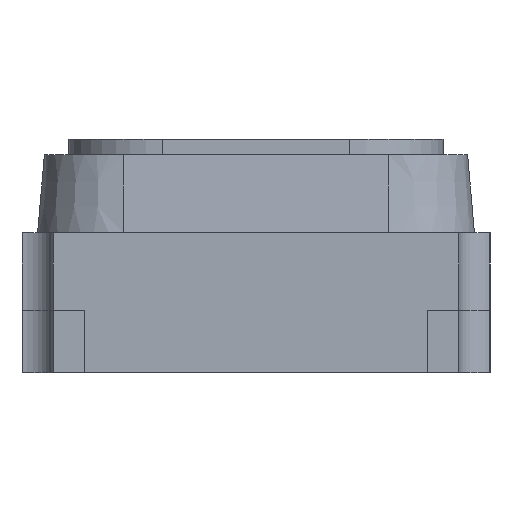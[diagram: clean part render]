
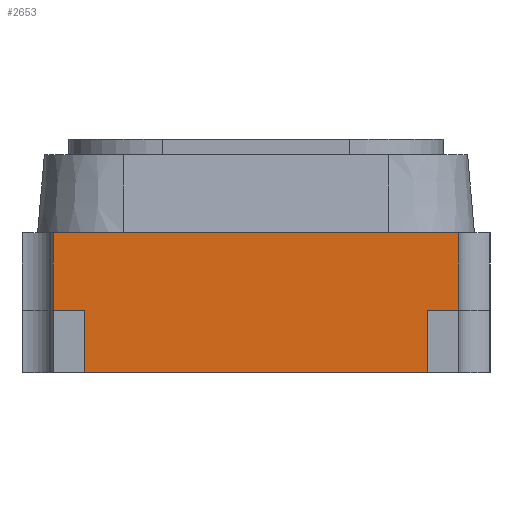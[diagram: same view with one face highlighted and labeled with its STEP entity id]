
A CAD part, left-side view. The second image highlights one B-rep face of the part: STEP entity #2653.
In plain terms, the highlighted planar face has unit normal (-1, 0, 0).
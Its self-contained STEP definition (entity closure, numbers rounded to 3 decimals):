
#320=ORIENTED_EDGE('',*,*,#1127,.F.);
#321=ORIENTED_EDGE('',*,*,#1128,.T.);
#322=ORIENTED_EDGE('',*,*,#1118,.T.);
#323=ORIENTED_EDGE('',*,*,#1129,.F.);
#324=ORIENTED_EDGE('',*,*,#1130,.F.);
#325=ORIENTED_EDGE('',*,*,#1121,.F.);
#326=ORIENTED_EDGE('',*,*,#1131,.F.);
#327=ORIENTED_EDGE('',*,*,#1125,.T.);
#1118=EDGE_CURVE('',#1521,#1519,#1790,.T.);
#1121=EDGE_CURVE('',#1523,#1524,#1792,.T.);
#1125=EDGE_CURVE('',#1526,#1525,#1793,.T.);
#1127=EDGE_CURVE('',#1527,#1525,#1794,.T.);
#1128=EDGE_CURVE('',#1527,#1521,#1795,.T.);
#1129=EDGE_CURVE('',#1528,#1519,#1796,.T.);
#1130=EDGE_CURVE('',#1524,#1528,#1797,.T.);
#1131=EDGE_CURVE('',#1526,#1523,#1798,.T.);
#1519=VERTEX_POINT('',#4382);
#1521=VERTEX_POINT('',#4385);
#1523=VERTEX_POINT('',#4391);
#1524=VERTEX_POINT('',#4392);
#1525=VERTEX_POINT('',#4397);
#1526=VERTEX_POINT('',#4399);
#1527=VERTEX_POINT('',#4403);
#1528=VERTEX_POINT('',#4406);
#1790=LINE('',#4384,#2009);
#1792=LINE('',#4390,#2011);
#1793=LINE('',#4398,#2012);
#1794=LINE('',#4402,#2013);
#1795=LINE('',#4404,#2014);
#1796=LINE('',#4405,#2015);
#1797=LINE('',#4407,#2016);
#1798=LINE('',#4408,#2017);
#2009=VECTOR('',#3738,1000.);
#2011=VECTOR('',#3744,1000.);
#2012=VECTOR('',#3753,1000.);
#2013=VECTOR('',#3758,1000.);
#2014=VECTOR('',#3759,1000.);
#2015=VECTOR('',#3760,1000.);
#2016=VECTOR('',#3761,1000.);
#2017=VECTOR('',#3762,1000.);
#2212=EDGE_LOOP('',(#320,#321,#322,#323,#324,#325,#326,#327));
#2379=FACE_BOUND('',#2212,.T.);
#2542=PLANE('',#3498);
#2653=ADVANCED_FACE('',(#2379),#2542,.F.);
#3498=AXIS2_PLACEMENT_3D('',#4401,#3756,#3757);
#3738=DIRECTION('',(0.,-1.,0.));
#3744=DIRECTION('',(0.,0.,-1.));
#3753=DIRECTION('',(0.,0.,-1.));
#3756=DIRECTION('',(1.,0.,0.));
#3757=DIRECTION('',(0.,0.,-1.));
#3758=DIRECTION('',(0.,1.,0.));
#3759=DIRECTION('',(0.,0.,-1.));
#3760=DIRECTION('',(0.,0.,-1.));
#3761=DIRECTION('',(0.,1.,0.));
#3762=DIRECTION('',(0.,-1.,0.));
#4382=CARTESIAN_POINT('',(-1.6,-0.55,0.));
#4384=CARTESIAN_POINT('',(-1.6,0.65,0.));
#4385=CARTESIAN_POINT('',(-1.6,0.55,0.));
#4390=CARTESIAN_POINT('',(-1.6,-0.65,0.45));
#4391=CARTESIAN_POINT('',(-1.6,-0.65,0.45));
#4392=CARTESIAN_POINT('',(-1.6,-0.65,0.2));
#4397=CARTESIAN_POINT('',(-1.6,0.65,0.2));
#4398=CARTESIAN_POINT('',(-1.6,0.65,0.45));
#4399=CARTESIAN_POINT('',(-1.6,0.65,0.45));
#4401=CARTESIAN_POINT('',(-1.6,0.65,0.45));
#4402=CARTESIAN_POINT('',(-1.6,0.65,0.2));
#4403=CARTESIAN_POINT('',(-1.6,0.55,0.2));
#4404=CARTESIAN_POINT('',(-1.6,0.55,0.2));
#4405=CARTESIAN_POINT('',(-1.6,-0.55,0.2));
#4406=CARTESIAN_POINT('',(-1.6,-0.55,0.2));
#4407=CARTESIAN_POINT('',(-1.6,-0.65,0.2));
#4408=CARTESIAN_POINT('',(-1.6,0.65,0.45));
